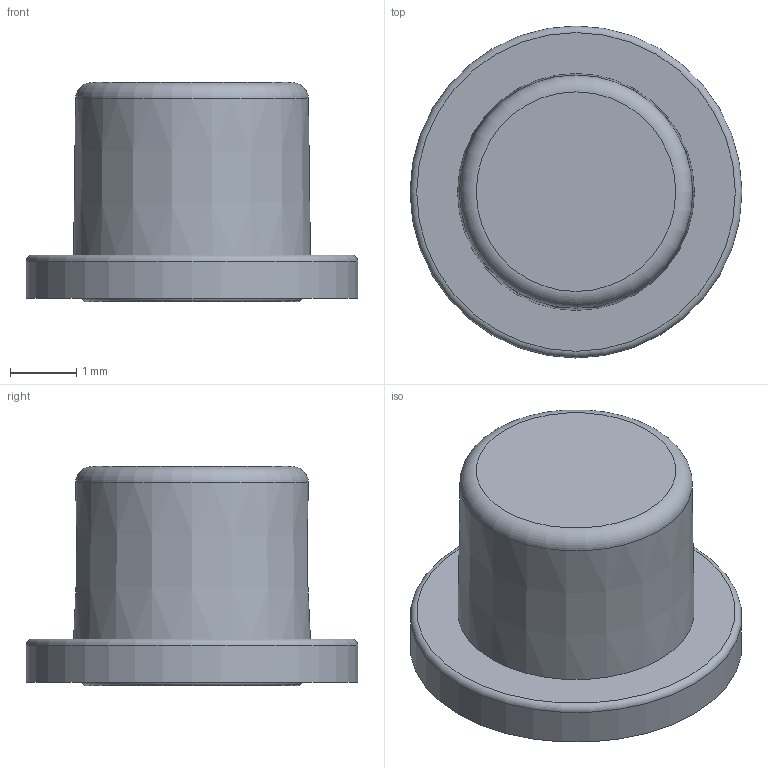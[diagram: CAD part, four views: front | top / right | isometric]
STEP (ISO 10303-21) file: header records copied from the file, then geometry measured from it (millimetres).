
FILE_DESCRIPTION(/* description */ (''),/* implementation_level */ '2;1');
FILE_NAME(/* name */ 'Start_Select.step',/* time_stamp */ '2023-11-09T23:43:58-08:00',/* author */ (''),/* organization */ (''),/* preprocessor_version */ 'ST-DEVELOPER v20',/* originating_system */ 'Autodesk Translation Framework v12.14.0.127',/* authorisation */ '');
FILE_SCHEMA (('AUTOMOTIVE_DESIGN { 1 0 10303 214 3 1 1 }'));
Length unit declared in the file: millimetre
Products named in the file (2): DSL_Btn_Start; Start_button
Assembly tree (1 placements, depth 2):
  DSL_Btn_Start
    Start_button
Bounding box: 5 x 5 x 3.3 mm (x, y, z)
Volume: 25.8 mm3; surface area: 104.3 mm2
Topology: 1 solids, 1 shells, 16 faces, 26 edges, 16 vertices
Faces by surface type: torus 6, plane 6, cylinder 2, cone 2
Full cylindrical faces by diameter (mm): 0.8 x1, 5 x1
Entity records: 433 total; most frequent: DIRECTION 86, CARTESIAN_POINT 61, ORIENTED_EDGE 52, AXIS2_PLACEMENT_3D 41, EDGE_CURVE 26, CIRCLE 22, EDGE_LOOP 20, FACE_OUTER_BOUND 16
